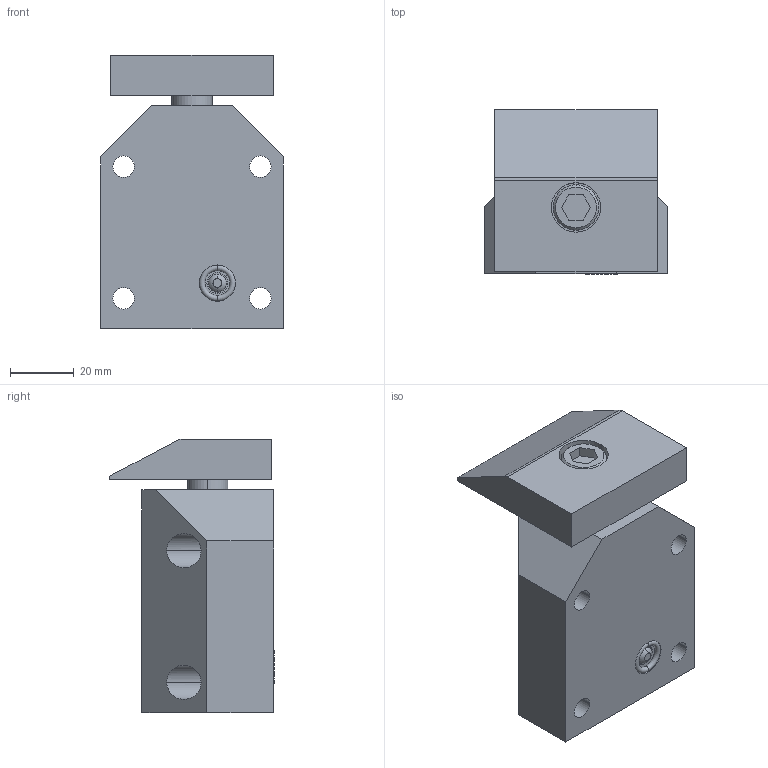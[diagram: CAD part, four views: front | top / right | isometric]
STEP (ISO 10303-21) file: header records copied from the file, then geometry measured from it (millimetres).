
FILE_DESCRIPTION((''),'2;1');
FILE_NAME('ILC15910800','2019-09-17T',('athomsen'),(''),'PRO/ENGINEER BY PARAMETRIC TECHNOLOGY CORPORATION, 2013320','PRO/ENGINEER BY PARAMETRIC TECHNOLOGY CORPORATION, 2013320','');
FILE_SCHEMA(('AUTOMOTIVE_DESIGN { 1 0 10303 214 1 1 1 1 }'));
Length unit declared in the file: inch
Products named in the file (1): ILC15910800
Bounding box: 57.15 x 51.54 x 85.72 mm (x, y, z)
Volume: 146273.8 mm3; surface area: 27950 mm2
Topology: 1 solids, 6 shells, 117 faces, 262 edges, 170 vertices
Faces by surface type: plane 52, cylinder 49, cone 12, sphere 2, torus 2
Entity records: 3422 total; most frequent: CARTESIAN_POINT 659, DIRECTION 600, ORIENTED_EDGE 508, EDGE_CURVE 258, AXIS2_PLACEMENT_3D 232, VERTEX_POINT 170, EDGE_LOOP 148, VECTOR 136
